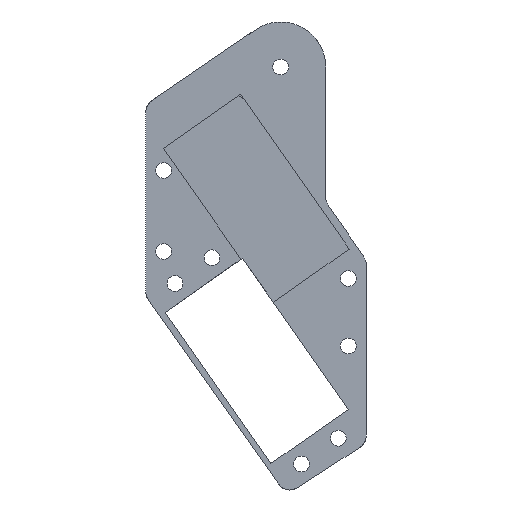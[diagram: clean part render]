
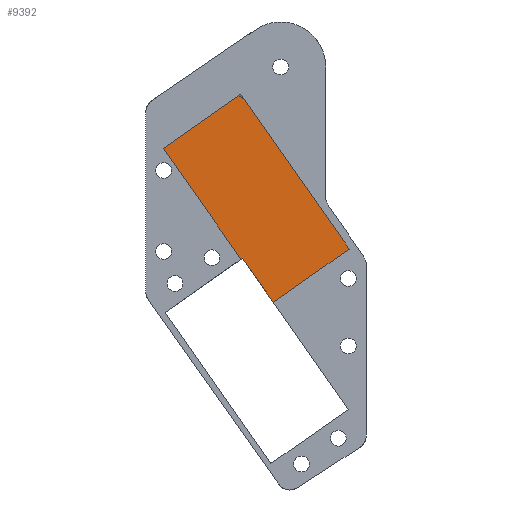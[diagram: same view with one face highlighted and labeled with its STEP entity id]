
A CAD part, front view. The second image highlights one B-rep face of the part: STEP entity #9392.
In plain terms, the highlighted planar face has unit normal (0, -1, 0).
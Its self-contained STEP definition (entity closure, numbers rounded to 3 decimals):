
#3252 = PLANE('',#3253);
#3253 = AXIS2_PLACEMENT_3D('',#3254,#3255,#3256);
#3254 = CARTESIAN_POINT('',(-11.5,45.,-42.5));
#3255 = DIRECTION('',(-0.819,0.,
    -0.574));
#3256 = DIRECTION('',(0.574,0.,-0.819
    ));
#3278 = PLANE('',#3279);
#3279 = AXIS2_PLACEMENT_3D('',#3280,#3281,#3282);
#3280 = CARTESIAN_POINT('',(-4.976,37.,
    -52.496));
#3281 = DIRECTION('',(0.574,0.,-0.819)
  );
#3282 = DIRECTION('',(0.,-1.,
    0.));
#3304 = PLANE('',#3305);
#3305 = AXIS2_PLACEMENT_3D('',#3306,#3307,#3308);
#3306 = CARTESIAN_POINT('',(-11.864,37.,
    -6.047));
#3307 = DIRECTION('',(0.819,0.,0.574)
  );
#3308 = DIRECTION('',(0.,-1.,
    0.));
#3330 = PLANE('',#3331);
#3331 = AXIS2_PLACEMENT_3D('',#3332,#3333,#3334);
#3332 = CARTESIAN_POINT('',(-29.066,37.,
    -18.092));
#3333 = DIRECTION('',(0.574,0.,-0.819)
  );
#3334 = DIRECTION('',(0.,-1.,
    0.));
#3356 = PLANE('',#3357);
#3357 = AXIS2_PLACEMENT_3D('',#3358,#3359,#3360);
#3358 = CARTESIAN_POINT('',(-29.066,37.,
    -18.092));
#3359 = DIRECTION('',(0.819,0.,0.574)
  );
#3360 = DIRECTION('',(0.,-1.,
    0.));
#3382 = PLANE('',#3383);
#3383 = AXIS2_PLACEMENT_3D('',#3384,#3385,#3386);
#3384 = CARTESIAN_POINT('',(-11.5,45.,-42.5));
#3385 = DIRECTION('',(0.574,0.,-0.819
    ));
#3386 = DIRECTION('',(-0.819,0.,
    -0.574));
#9048 = VERTEX_POINT('',#9049);
#9049 = CARTESIAN_POINT('',(-11.5,37.,-42.5));
#9074 = VERTEX_POINT('',#9075);
#9075 = CARTESIAN_POINT('',(-4.657,37.,
    -52.273));
#9094 = EDGE_CURVE('',#9074,#9048,#9095,.T.);
#9095 = SURFACE_CURVE('',#9096,(#9100,#9106),.PCURVE_S1.);
#9096 = LINE('',#9097,#9098);
#9097 = CARTESIAN_POINT('',(-20.124,37.,
    -30.184));
#9098 = VECTOR('',#9099,1.);
#9099 = DIRECTION('',(-0.574,0.,0.819)
  );
#9100 = PCURVE('',#3252,#9101);
#9101 = DEFINITIONAL_REPRESENTATION('',(#9102),#9105);
#9102 = B_SPLINE_CURVE_WITH_KNOTS('',1,(#9103,#9104),.UNSPECIFIED.,.F.,
  .F.,(2,2),(-26.965,-15.035),.PIECEWISE_BEZIER_KNOTS.);
#9103 = CARTESIAN_POINT('',(11.93,8.));
#9104 = CARTESIAN_POINT('',(0.,8.));
#9105 = ( GEOMETRIC_REPRESENTATION_CONTEXT(2) 
PARAMETRIC_REPRESENTATION_CONTEXT() REPRESENTATION_CONTEXT('2D SPACE',''
  ) );
#9106 = PCURVE('',#9107,#9112);
#9107 = PLANE('',#9108);
#9108 = AXIS2_PLACEMENT_3D('',#9109,#9110,#9111);
#9109 = CARTESIAN_POINT('',(-29.066,37.,
    -18.092));
#9110 = DIRECTION('',(0.,-1.,
    0.));
#9111 = DIRECTION('',(0.574,0.,-0.819)
  );
#9112 = DEFINITIONAL_REPRESENTATION('',(#9113),#9116);
#9113 = B_SPLINE_CURVE_WITH_KNOTS('',1,(#9114,#9115),.UNSPECIFIED.,.F.,
  .F.,(2,2),(-26.965,-15.035),.PIECEWISE_BEZIER_KNOTS.);
#9114 = CARTESIAN_POINT('',(42.,0.39));
#9115 = CARTESIAN_POINT('',(30.07,0.39));
#9116 = ( GEOMETRIC_REPRESENTATION_CONTEXT(2) 
PARAMETRIC_REPRESENTATION_CONTEXT() REPRESENTATION_CONTEXT('2D SPACE',''
  ) );
#9149 = EDGE_CURVE('',#9074,#9150,#9152,.T.);
#9150 = VERTEX_POINT('',#9151);
#9151 = CARTESIAN_POINT('',(12.226,37.,
    -40.451));
#9152 = SURFACE_CURVE('',#9153,(#9157,#9164),.PCURVE_S1.);
#9153 = LINE('',#9154,#9155);
#9154 = CARTESIAN_POINT('',(-4.976,37.,
    -52.496));
#9155 = VECTOR('',#9156,1.);
#9156 = DIRECTION('',(0.819,0.,0.574)
  );
#9157 = PCURVE('',#3278,#9158);
#9158 = DEFINITIONAL_REPRESENTATION('',(#9159),#9163);
#9159 = LINE('',#9160,#9161);
#9160 = CARTESIAN_POINT('',(0.,0.));
#9161 = VECTOR('',#9162,1.);
#9162 = DIRECTION('',(0.,-1.));
#9163 = ( GEOMETRIC_REPRESENTATION_CONTEXT(2) 
PARAMETRIC_REPRESENTATION_CONTEXT() REPRESENTATION_CONTEXT('2D SPACE',''
  ) );
#9164 = PCURVE('',#9107,#9165);
#9165 = DEFINITIONAL_REPRESENTATION('',(#9166),#9170);
#9166 = LINE('',#9167,#9168);
#9167 = CARTESIAN_POINT('',(42.,0.));
#9168 = VECTOR('',#9169,1.);
#9169 = DIRECTION('',(0.,1.));
#9170 = ( GEOMETRIC_REPRESENTATION_CONTEXT(2) 
PARAMETRIC_REPRESENTATION_CONTEXT() REPRESENTATION_CONTEXT('2D SPACE',''
  ) );
#9200 = EDGE_CURVE('',#9048,#9201,#9203,.T.);
#9201 = VERTEX_POINT('',#9202);
#9202 = CARTESIAN_POINT('',(-11.819,37.,
    -42.724));
#9203 = SURFACE_CURVE('',#9204,(#9208,#9214),.PCURVE_S1.);
#9204 = LINE('',#9205,#9206);
#9205 = CARTESIAN_POINT('',(-11.66,37.,
    -42.612));
#9206 = VECTOR('',#9207,1.);
#9207 = DIRECTION('',(-0.819,0.,-0.574)
  );
#9208 = PCURVE('',#3382,#9209);
#9209 = DEFINITIONAL_REPRESENTATION('',(#9210),#9213);
#9210 = B_SPLINE_CURVE_WITH_KNOTS('',1,(#9211,#9212),.UNSPECIFIED.,.F.,
  .F.,(2,2),(-0.195,0.195),.PIECEWISE_BEZIER_KNOTS.);
#9211 = CARTESIAN_POINT('',(0.,-8.));
#9212 = CARTESIAN_POINT('',(0.39,-8.));
#9213 = ( GEOMETRIC_REPRESENTATION_CONTEXT(2) 
PARAMETRIC_REPRESENTATION_CONTEXT() REPRESENTATION_CONTEXT('2D SPACE',''
  ) );
#9214 = PCURVE('',#9107,#9215);
#9215 = DEFINITIONAL_REPRESENTATION('',(#9216),#9219);
#9216 = B_SPLINE_CURVE_WITH_KNOTS('',1,(#9217,#9218),.UNSPECIFIED.,.F.,
  .F.,(2,2),(-0.195,0.195),.PIECEWISE_BEZIER_KNOTS.);
#9217 = CARTESIAN_POINT('',(30.07,0.39));
#9218 = CARTESIAN_POINT('',(30.07,0.));
#9219 = ( GEOMETRIC_REPRESENTATION_CONTEXT(2) 
PARAMETRIC_REPRESENTATION_CONTEXT() REPRESENTATION_CONTEXT('2D SPACE',''
  ) );
#9245 = EDGE_CURVE('',#9246,#9150,#9248,.T.);
#9246 = VERTEX_POINT('',#9247);
#9247 = CARTESIAN_POINT('',(-11.864,37.,
    -6.047));
#9248 = SURFACE_CURVE('',#9249,(#9253,#9260),.PCURVE_S1.);
#9249 = LINE('',#9250,#9251);
#9250 = CARTESIAN_POINT('',(-11.864,37.,
    -6.047));
#9251 = VECTOR('',#9252,1.);
#9252 = DIRECTION('',(0.574,0.,-0.819)
  );
#9253 = PCURVE('',#3304,#9254);
#9254 = DEFINITIONAL_REPRESENTATION('',(#9255),#9259);
#9255 = LINE('',#9256,#9257);
#9256 = CARTESIAN_POINT('',(0.,0.));
#9257 = VECTOR('',#9258,1.);
#9258 = DIRECTION('',(0.,1.));
#9259 = ( GEOMETRIC_REPRESENTATION_CONTEXT(2) 
PARAMETRIC_REPRESENTATION_CONTEXT() REPRESENTATION_CONTEXT('2D SPACE',''
  ) );
#9260 = PCURVE('',#9107,#9261);
#9261 = DEFINITIONAL_REPRESENTATION('',(#9262),#9266);
#9262 = LINE('',#9263,#9264);
#9263 = CARTESIAN_POINT('',(0.,21.));
#9264 = VECTOR('',#9265,1.);
#9265 = DIRECTION('',(1.,0.));
#9266 = ( GEOMETRIC_REPRESENTATION_CONTEXT(2) 
PARAMETRIC_REPRESENTATION_CONTEXT() REPRESENTATION_CONTEXT('2D SPACE',''
  ) );
#9293 = EDGE_CURVE('',#9294,#9201,#9296,.T.);
#9294 = VERTEX_POINT('',#9295);
#9295 = CARTESIAN_POINT('',(-29.066,37.,
    -18.092));
#9296 = SURFACE_CURVE('',#9297,(#9301,#9308),.PCURVE_S1.);
#9297 = LINE('',#9298,#9299);
#9298 = CARTESIAN_POINT('',(-29.066,37.,
    -18.092));
#9299 = VECTOR('',#9300,1.);
#9300 = DIRECTION('',(0.574,0.,-0.819)
  );
#9301 = PCURVE('',#3356,#9302);
#9302 = DEFINITIONAL_REPRESENTATION('',(#9303),#9307);
#9303 = LINE('',#9304,#9305);
#9304 = CARTESIAN_POINT('',(0.,0.));
#9305 = VECTOR('',#9306,1.);
#9306 = DIRECTION('',(0.,1.));
#9307 = ( GEOMETRIC_REPRESENTATION_CONTEXT(2) 
PARAMETRIC_REPRESENTATION_CONTEXT() REPRESENTATION_CONTEXT('2D SPACE',''
  ) );
#9308 = PCURVE('',#9107,#9309);
#9309 = DEFINITIONAL_REPRESENTATION('',(#9310),#9314);
#9310 = LINE('',#9311,#9312);
#9311 = CARTESIAN_POINT('',(0.,0.));
#9312 = VECTOR('',#9313,1.);
#9313 = DIRECTION('',(1.,0.));
#9314 = ( GEOMETRIC_REPRESENTATION_CONTEXT(2) 
PARAMETRIC_REPRESENTATION_CONTEXT() REPRESENTATION_CONTEXT('2D SPACE',''
  ) );
#9343 = EDGE_CURVE('',#9294,#9246,#9344,.T.);
#9344 = SURFACE_CURVE('',#9345,(#9349,#9356),.PCURVE_S1.);
#9345 = LINE('',#9346,#9347);
#9346 = CARTESIAN_POINT('',(-29.066,37.,
    -18.092));
#9347 = VECTOR('',#9348,1.);
#9348 = DIRECTION('',(0.819,0.,0.574)
  );
#9349 = PCURVE('',#3330,#9350);
#9350 = DEFINITIONAL_REPRESENTATION('',(#9351),#9355);
#9351 = LINE('',#9352,#9353);
#9352 = CARTESIAN_POINT('',(0.,0.));
#9353 = VECTOR('',#9354,1.);
#9354 = DIRECTION('',(0.,-1.));
#9355 = ( GEOMETRIC_REPRESENTATION_CONTEXT(2) 
PARAMETRIC_REPRESENTATION_CONTEXT() REPRESENTATION_CONTEXT('2D SPACE',''
  ) );
#9356 = PCURVE('',#9107,#9357);
#9357 = DEFINITIONAL_REPRESENTATION('',(#9358),#9362);
#9358 = LINE('',#9359,#9360);
#9359 = CARTESIAN_POINT('',(0.,0.));
#9360 = VECTOR('',#9361,1.);
#9361 = DIRECTION('',(0.,1.));
#9362 = ( GEOMETRIC_REPRESENTATION_CONTEXT(2) 
PARAMETRIC_REPRESENTATION_CONTEXT() REPRESENTATION_CONTEXT('2D SPACE',''
  ) );
#9392 = ADVANCED_FACE('',(#9393),#9107,.T.);
#9393 = FACE_BOUND('',#9394,.T.);
#9394 = EDGE_LOOP('',(#9395,#9396,#9397,#9398,#9399,#9400));
#9395 = ORIENTED_EDGE('',*,*,#9245,.F.);
#9396 = ORIENTED_EDGE('',*,*,#9343,.F.);
#9397 = ORIENTED_EDGE('',*,*,#9293,.T.);
#9398 = ORIENTED_EDGE('',*,*,#9200,.F.);
#9399 = ORIENTED_EDGE('',*,*,#9094,.F.);
#9400 = ORIENTED_EDGE('',*,*,#9149,.T.);
